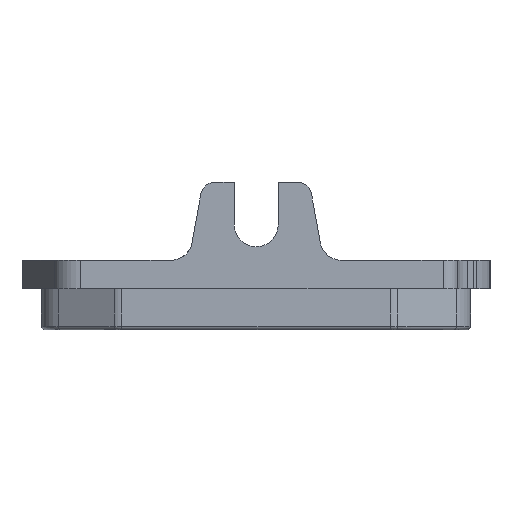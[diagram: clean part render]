
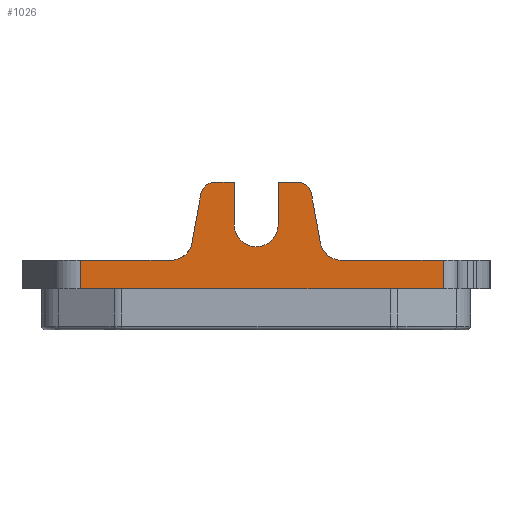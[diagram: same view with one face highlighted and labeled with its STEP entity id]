
A CAD part, front view. The second image highlights one B-rep face of the part: STEP entity #1026.
In plain terms, the highlighted planar face has unit normal (0, -1, 0).
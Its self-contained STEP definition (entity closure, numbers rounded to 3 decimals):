
#71 = EDGE_CURVE ( 'NONE', #1619, #2505, #2370, .T. ) ;
#74 = CARTESIAN_POINT ( 'NONE',  ( -12.473, -15., 2. ) ) ;
#88 = DIRECTION ( 'NONE',  ( 1., 0., 0. ) ) ;
#93 = VERTEX_POINT ( 'NONE', #590 ) ;
#119 = CIRCLE ( 'NONE', #318, 1.5 ) ;
#131 = DIRECTION ( 'NONE',  ( 0., 0., -1. ) ) ;
#160 = ORIENTED_EDGE ( 'NONE', *, *, #1608, .T. ) ;
#165 = ORIENTED_EDGE ( 'NONE', *, *, #71, .T. ) ;
#174 = DIRECTION ( 'NONE',  ( 0., 1., 0. ) ) ;
#184 = VECTOR ( 'NONE', #88, 1000. ) ;
#187 = DIRECTION ( 'NONE',  ( -0.178, 0., -0.984 ) ) ;
#237 = CARTESIAN_POINT ( 'NONE',  ( 2.818, -15., 6.5 ) ) ;
#255 = VERTEX_POINT ( 'NONE', #774 ) ;
#264 = VERTEX_POINT ( 'NONE', #1523 ) ;
#283 = CARTESIAN_POINT ( 'NONE',  ( -4.597, -15., 7.5 ) ) ;
#302 = DIRECTION ( 'NONE',  ( 0., -1., 0. ) ) ;
#303 = CARTESIAN_POINT ( 'NONE',  ( 4.427, -15., 3.232 ) ) ;
#318 = AXIS2_PLACEMENT_3D ( 'NONE', #2445, #892, #2144 ) ;
#325 = VERTEX_POINT ( 'NONE', #2612 ) ;
#332 = ORIENTED_EDGE ( 'NONE', *, *, #1095, .T. ) ;
#378 = CARTESIAN_POINT ( 'NONE',  ( -3.996, -15., 6.678 ) ) ;
#419 = VERTEX_POINT ( 'NONE', #2576 ) ;
#428 = CARTESIAN_POINT ( 'NONE',  ( -12.473, -15., 2. ) ) ;
#439 = EDGE_CURVE ( 'NONE', #2418, #690, #2494, .T. ) ;
#440 = LINE ( 'NONE', #1939, #1417 ) ;
#442 = VECTOR ( 'NONE', #2324, 1000. ) ;
#447 = VERTEX_POINT ( 'NONE', #74 ) ;
#448 = DIRECTION ( 'NONE',  ( 0., 0., 1. ) ) ;
#450 = ORIENTED_EDGE ( 'NONE', *, *, #2226, .F. ) ;
#470 = DIRECTION ( 'NONE',  ( -1., 0., 0. ) ) ;
#552 = ORIENTED_EDGE ( 'NONE', *, *, #745, .T. ) ;
#559 = VERTEX_POINT ( 'NONE', #1083 ) ;
#587 = CARTESIAN_POINT ( 'NONE',  ( -1.647, -15., 2. ) ) ;
#590 = CARTESIAN_POINT ( 'NONE',  ( 2.818, -15., 7.5 ) ) ;
#594 = EDGE_CURVE ( 'NONE', #419, #264, #1059, .T. ) ;
#620 = CARTESIAN_POINT ( 'NONE',  ( 1.453, -15., 7.5 ) ) ;
#633 = DIRECTION ( 'NONE',  ( 0., 1., 0. ) ) ;
#636 = FACE_OUTER_BOUND ( 'NONE', #1803, .T. ) ;
#642 = ORIENTED_EDGE ( 'NONE', *, *, #746, .T. ) ;
#654 = ORIENTED_EDGE ( 'NONE', *, *, #594, .T. ) ;
#684 = EDGE_CURVE ( 'NONE', #255, #1929, #747, .T. ) ;
#690 = VERTEX_POINT ( 'NONE', #1489 ) ;
#745 = EDGE_CURVE ( 'NONE', #93, #2573, #2269, .T. ) ;
#746 = EDGE_CURVE ( 'NONE', #2625, #419, #119, .T. ) ;
#747 = LINE ( 'NONE', #2538, #184 ) ;
#753 = AXIS2_PLACEMENT_3D ( 'NONE', #2620, #1379, #131 ) ;
#774 = CARTESIAN_POINT ( 'NONE',  ( -12.473, -15., 0. ) ) ;
#786 = DIRECTION ( 'NONE',  ( 0., 0., 1. ) ) ;
#801 = DIRECTION ( 'NONE',  ( 0., 0., 1. ) ) ;
#818 = ORIENTED_EDGE ( 'NONE', *, *, #951, .T. ) ;
#841 = CARTESIAN_POINT ( 'NONE',  ( -12.473, -15., 2. ) ) ;
#892 = DIRECTION ( 'NONE',  ( 0., 1., 0. ) ) ;
#905 = CARTESIAN_POINT ( 'NONE',  ( 13.09, -15., 0. ) ) ;
#951 = EDGE_CURVE ( 'NONE', #2153, #559, #1249, .T. ) ;
#958 = VECTOR ( 'NONE', #1674, 1000. ) ;
#960 = LINE ( 'NONE', #1246, #2551 ) ;
#980 = ORIENTED_EDGE ( 'NONE', *, *, #2670, .F. ) ;
#990 = VECTOR ( 'NONE', #1322, 1000. ) ;
#1026 = ADVANCED_FACE ( 'NONE', ( #636 ), #1891, .F. ) ;
#1027 = AXIS2_PLACEMENT_3D ( 'NONE', #1420, #174, #1630 ) ;
#1028 = ORIENTED_EDGE ( 'NONE', *, *, #2511, .T. ) ;
#1041 = DIRECTION ( 'NONE',  ( 0., 0., -1. ) ) ;
#1059 = LINE ( 'NONE', #303, #442 ) ;
#1083 = CARTESIAN_POINT ( 'NONE',  ( -4.621, -15., 3.232 ) ) ;
#1095 = EDGE_CURVE ( 'NONE', #2573, #1619, #440, .T. ) ;
#1116 = CARTESIAN_POINT ( 'NONE',  ( -1.647, -15., 7.5 ) ) ;
#1128 = ORIENTED_EDGE ( 'NONE', *, *, #684, .T. ) ;
#1141 = ORIENTED_EDGE ( 'NONE', *, *, #2397, .F. ) ;
#1246 = CARTESIAN_POINT ( 'NONE',  ( -12.473, -15., 2. ) ) ;
#1249 = LINE ( 'NONE', #1435, #1390 ) ;
#1261 = CARTESIAN_POINT ( 'NONE',  ( 5.903, -15., 2. ) ) ;
#1299 = VECTOR ( 'NONE', #2325, 1000. ) ;
#1306 = ORIENTED_EDGE ( 'NONE', *, *, #439, .T. ) ;
#1322 = DIRECTION ( 'NONE',  ( 0., 0., -1. ) ) ;
#1353 = LINE ( 'NONE', #587, #2331 ) ;
#1379 = DIRECTION ( 'NONE',  ( 0., 1., 0. ) ) ;
#1390 = VECTOR ( 'NONE', #187, 1000. ) ;
#1417 = VECTOR ( 'NONE', #1041, 1000. ) ;
#1420 = CARTESIAN_POINT ( 'NONE',  ( -0.097, -15., 4.5 ) ) ;
#1435 = CARTESIAN_POINT ( 'NONE',  ( -4.621, -15., 3.232 ) ) ;
#1489 = CARTESIAN_POINT ( 'NONE',  ( -3.012, -15., 7.5 ) ) ;
#1490 = ORIENTED_EDGE ( 'NONE', *, *, #1728, .T. ) ;
#1523 = CARTESIAN_POINT ( 'NONE',  ( 3.802, -15., 6.678 ) ) ;
#1539 = LINE ( 'NONE', #2156, #990 ) ;
#1549 = CARTESIAN_POINT ( 'NONE',  ( -3.012, -15., 6.5 ) ) ;
#1574 = CARTESIAN_POINT ( 'NONE',  ( -1.647, -15., 4.5 ) ) ;
#1608 = EDGE_CURVE ( 'NONE', #2505, #2418, #1353, .T. ) ;
#1619 = VERTEX_POINT ( 'NONE', #2460 ) ;
#1630 = DIRECTION ( 'NONE',  ( 0., 0., 1. ) ) ;
#1662 = AXIS2_PLACEMENT_3D ( 'NONE', #841, #633, #786 ) ;
#1667 = DIRECTION ( 'NONE',  ( 0., 0., -1. ) ) ;
#1674 = DIRECTION ( 'NONE',  ( 1., 0., 0. ) ) ;
#1695 = DIRECTION ( 'NONE',  ( 0., -1., 0. ) ) ;
#1709 = VECTOR ( 'NONE', #470, 1000. ) ;
#1728 = EDGE_CURVE ( 'NONE', #447, #255, #960, .T. ) ;
#1765 = DIRECTION ( 'NONE',  ( 0., 0., 1. ) ) ;
#1803 = EDGE_LOOP ( 'NONE', ( #450, #642, #654, #2220, #552, #332, #165, #160, #1306, #2476, #818, #1028, #980, #1490, #1128, #1141 ) ) ;
#1876 = VECTOR ( 'NONE', #1955, 1000. ) ;
#1891 = PLANE ( 'NONE',  #1662 ) ;
#1900 = CARTESIAN_POINT ( 'NONE',  ( 13.09, -15., 2. ) ) ;
#1929 = VERTEX_POINT ( 'NONE', #905 ) ;
#1935 = CARTESIAN_POINT ( 'NONE',  ( -4.597, -15., 7.5 ) ) ;
#1939 = CARTESIAN_POINT ( 'NONE',  ( 1.453, -15., 2. ) ) ;
#1955 = DIRECTION ( 'NONE',  ( -1., 0., 0. ) ) ;
#1984 = EDGE_CURVE ( 'NONE', #690, #2153, #2515, .T. ) ;
#2022 = AXIS2_PLACEMENT_3D ( 'NONE', #1549, #302, #1765 ) ;
#2112 = CARTESIAN_POINT ( 'NONE',  ( -12.473, -15., 2. ) ) ;
#2144 = DIRECTION ( 'NONE',  ( 0., 0., 1. ) ) ;
#2153 = VERTEX_POINT ( 'NONE', #378 ) ;
#2156 = CARTESIAN_POINT ( 'NONE',  ( 13.09, -15., 2. ) ) ;
#2220 = ORIENTED_EDGE ( 'NONE', *, *, #2273, .T. ) ;
#2226 = EDGE_CURVE ( 'NONE', #2625, #2672, #2614, .T. ) ;
#2247 = AXIS2_PLACEMENT_3D ( 'NONE', #237, #1695, #448 ) ;
#2269 = LINE ( 'NONE', #1935, #1709 ) ;
#2273 = EDGE_CURVE ( 'NONE', #264, #93, #2357, .T. ) ;
#2324 = DIRECTION ( 'NONE',  ( -0.178, 0., 0.984 ) ) ;
#2325 = DIRECTION ( 'NONE',  ( 1., 0., 0. ) ) ;
#2327 = CIRCLE ( 'NONE', #753, 1.5 ) ;
#2331 = VECTOR ( 'NONE', #801, 1000. ) ;
#2357 = CIRCLE ( 'NONE', #2247, 1. ) ;
#2370 = CIRCLE ( 'NONE', #1027, 1.55 ) ;
#2397 = EDGE_CURVE ( 'NONE', #2672, #1929, #1539, .T. ) ;
#2414 = LINE ( 'NONE', #2112, #1299 ) ;
#2418 = VERTEX_POINT ( 'NONE', #1116 ) ;
#2445 = CARTESIAN_POINT ( 'NONE',  ( 5.903, -15., 3.5 ) ) ;
#2460 = CARTESIAN_POINT ( 'NONE',  ( 1.453, -15., 4.5 ) ) ;
#2476 = ORIENTED_EDGE ( 'NONE', *, *, #1984, .T. ) ;
#2494 = LINE ( 'NONE', #283, #1876 ) ;
#2505 = VERTEX_POINT ( 'NONE', #1574 ) ;
#2511 = EDGE_CURVE ( 'NONE', #559, #325, #2327, .T. ) ;
#2515 = CIRCLE ( 'NONE', #2022, 1. ) ;
#2538 = CARTESIAN_POINT ( 'NONE',  ( -12.473, -15., 0. ) ) ;
#2551 = VECTOR ( 'NONE', #1667, 1000. ) ;
#2573 = VERTEX_POINT ( 'NONE', #620 ) ;
#2576 = CARTESIAN_POINT ( 'NONE',  ( 4.427, -15., 3.232 ) ) ;
#2612 = CARTESIAN_POINT ( 'NONE',  ( -6.097, -15., 2. ) ) ;
#2614 = LINE ( 'NONE', #428, #958 ) ;
#2620 = CARTESIAN_POINT ( 'NONE',  ( -6.097, -15., 3.5 ) ) ;
#2625 = VERTEX_POINT ( 'NONE', #1261 ) ;
#2670 = EDGE_CURVE ( 'NONE', #447, #325, #2414, .T. ) ;
#2672 = VERTEX_POINT ( 'NONE', #1900 ) ;
